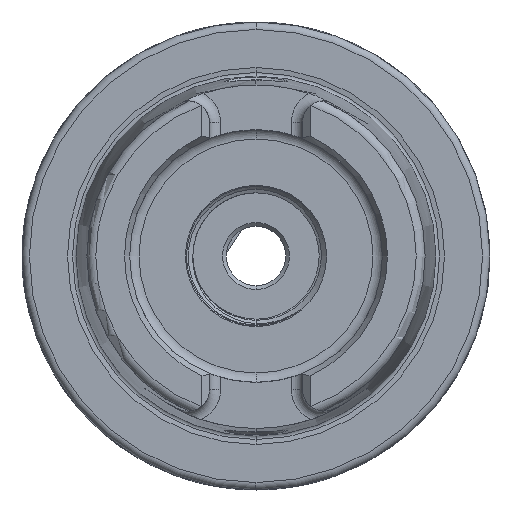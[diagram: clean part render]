
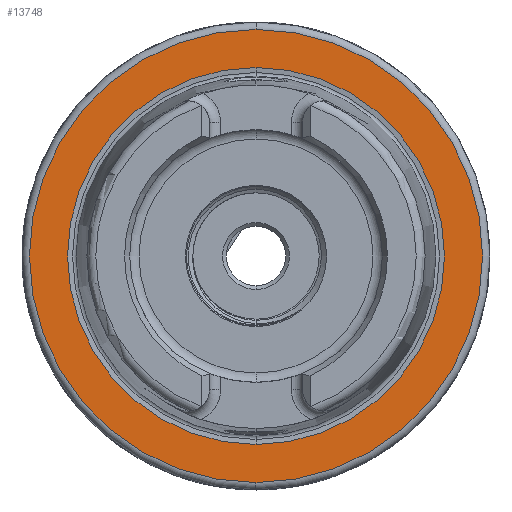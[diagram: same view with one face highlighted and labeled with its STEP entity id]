
A CAD part, left-side view. The second image highlights one B-rep face of the part: STEP entity #13748.
In plain terms, the highlighted planar face has unit normal (-1, 0, 0).
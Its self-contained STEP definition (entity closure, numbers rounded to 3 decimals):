
#2175 = CARTESIAN_POINT ( 'NONE',  ( 0., 0., 0. ) ) ;
#2176 = DIRECTION ( 'NONE',  ( -1., 0., 0. ) ) ;
#2177 = DIRECTION ( 'NONE',  ( 0., 0., 1. ) ) ;
#6186 = ORIENTED_EDGE ( 'NONE', *, *, #27546, .T. ) ;
#6187 = ORIENTED_EDGE ( 'NONE', *, *, #13824, .T. ) ;
#8240 = CARTESIAN_POINT ( 'NONE',  ( 0., 0., 0. ) ) ;
#8243 = DIRECTION ( 'NONE',  ( -1., 0., 0. ) ) ;
#8244 = DIRECTION ( 'NONE',  ( 0., 0., 1. ) ) ;
#8333 = AXIS2_PLACEMENT_3D ( 'NONE', #8240, #8243, #8244 ) ;
#8338 = AXIS2_PLACEMENT_3D ( 'NONE', #8475, #8476, #8477 ) ;
#8475 = CARTESIAN_POINT ( 'NONE',  ( 0., 0., 0. ) ) ;
#8476 = DIRECTION ( 'NONE',  ( 1., 0., 0. ) ) ;
#8477 = DIRECTION ( 'NONE',  ( 0., 0., -1. ) ) ;
#13219 = EDGE_LOOP ( 'NONE', ( #6186, #6187 ) ) ;
#13220 = EDGE_LOOP ( 'NONE', ( #17643, #17642 ) ) ;
#13743 = EDGE_CURVE ( 'NONE', #14629, #14630, #20395, .T. ) ;
#13748 = ADVANCED_FACE ( 'NONE', ( #26489, #26492 ), #18769, .T. ) ;
#13824 = EDGE_CURVE ( 'NONE', #14622, #14623, #20428, .T. ) ;
#14622 = VERTEX_POINT ( 'NONE', #15031 ) ;
#14623 = VERTEX_POINT ( 'NONE', #15032 ) ;
#14629 = VERTEX_POINT ( 'NONE', #15038 ) ;
#14630 = VERTEX_POINT ( 'NONE', #15039 ) ;
#15031 = CARTESIAN_POINT ( 'NONE',  ( 0., 0., -30.5 ) ) ;
#15032 = CARTESIAN_POINT ( 'NONE',  ( 0., 0., 30.5 ) ) ;
#15038 = CARTESIAN_POINT ( 'NONE',  ( 0., 0., -25.369 ) ) ;
#15039 = CARTESIAN_POINT ( 'NONE',  ( 0., 0., 25.369 ) ) ;
#17642 = ORIENTED_EDGE ( 'NONE', *, *, #13743, .T. ) ;
#17643 = ORIENTED_EDGE ( 'NONE', *, *, #27561, .T. ) ;
#18378 = AXIS2_PLACEMENT_3D ( 'NONE', #2175, #2176, #2177 ) ;
#18704 = CARTESIAN_POINT ( 'NONE',  ( 0., 0., 0. ) ) ;
#18706 = DIRECTION ( 'NONE',  ( 1., 0., 0. ) ) ;
#18708 = DIRECTION ( 'NONE',  ( 0., 0., -1. ) ) ;
#18769 = PLANE ( 'NONE',  #26494 ) ;
#18771 = CARTESIAN_POINT ( 'NONE',  ( 0., 25.369, 0. ) ) ;
#18773 = DIRECTION ( 'NONE',  ( -1., 0., 0. ) ) ;
#18775 = DIRECTION ( 'NONE',  ( 0., 0., 1. ) ) ;
#20395 = CIRCLE ( 'NONE', #26484, 25.369 ) ;
#20428 = CIRCLE ( 'NONE', #18378, 30.5 ) ;
#22182 = CIRCLE ( 'NONE', #8333, 30.5 ) ;
#22187 = CIRCLE ( 'NONE', #8338, 25.369 ) ;
#26484 = AXIS2_PLACEMENT_3D ( 'NONE', #18704, #18706, #18708 ) ;
#26489 = FACE_OUTER_BOUND ( 'NONE', #13219, .T. ) ;
#26492 = FACE_BOUND ( 'NONE', #13220, .T. ) ;
#26494 = AXIS2_PLACEMENT_3D ( 'NONE', #18771, #18773, #18775 ) ;
#27546 = EDGE_CURVE ( 'NONE', #14623, #14622, #22182, .T. ) ;
#27561 = EDGE_CURVE ( 'NONE', #14630, #14629, #22187, .T. ) ;
